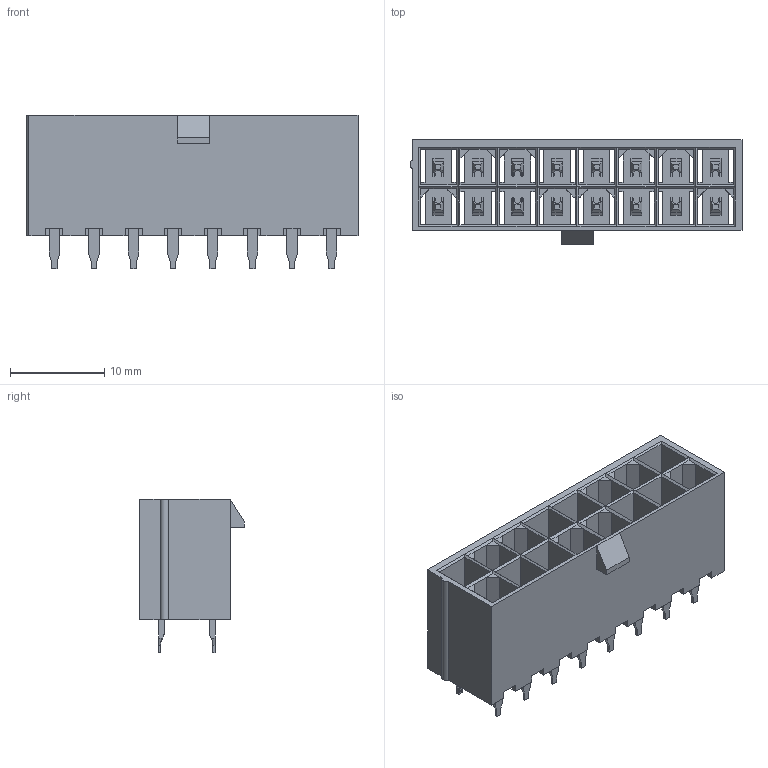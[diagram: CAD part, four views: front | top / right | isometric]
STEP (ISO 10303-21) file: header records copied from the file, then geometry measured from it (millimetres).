
FILE_DESCRIPTION(/* description */ ('Unknown'),/* implementation_level */ '2;1');
FILE_NAME(/* name */ 'J_Wurth_WR-MPC4_64901621122',/* time_stamp */ '2025-06-16T09:25:58+08:00',/* author */ ('Unknown'),/* organization */ ('Unknown'),/* preprocessor_version */ 'ST-DEVELOPER v19.4',/* originating_system */ 'Solid Edge',/* authorisation */ 'Unknown');
FILE_SCHEMA (('AUTOMOTIVE_DESIGN {1 0 10303 214 3 1 1}'));
Products named in the file (2): J_Wurth_WR-MPC4_64901621122
Assembly tree (1 placements, depth 2):
  J_Wurth_WR-MPC4_64901621122
    J_Wurth_WR-MPC4_64901621122
Bounding box: 35.2 x 11.1 x 16.3 mm (x, y, z)
Volume: 1945.1 mm3; surface area: 6012.5 mm2
Topology: 1 solids, 1 shells, 1893 faces, 5953 edges, 3839 vertices
Faces by surface type: plane 1508, cylinder 385
Entity records: 78695 total; most frequent: ORIENTED_EDGE 11906, CARTESIAN_POINT 11687, DIRECTION 10513, EDGE_CURVE 5953, LINE 5183, VECTOR 5183, VERTEX_POINT 3839, AXIS2_PLACEMENT_3D 2665
